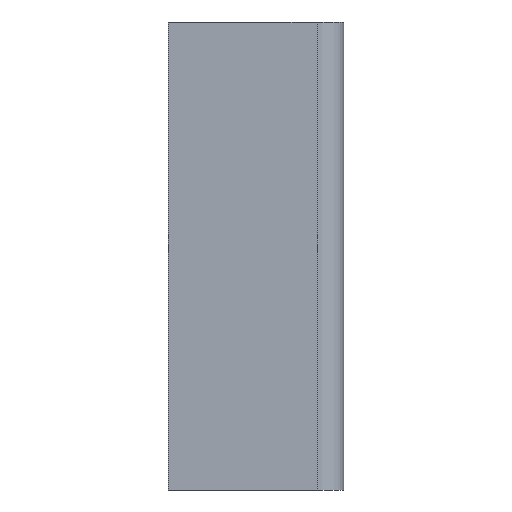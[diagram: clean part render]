
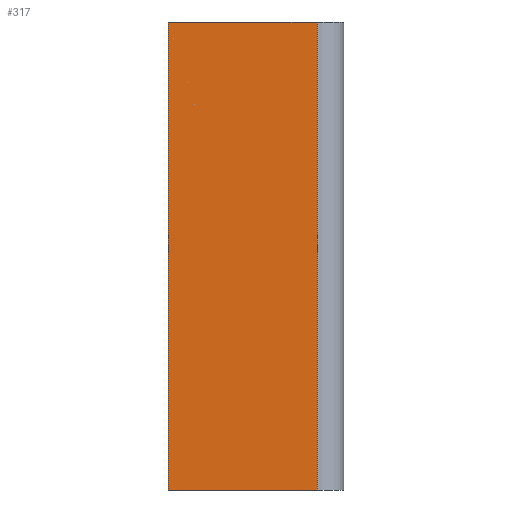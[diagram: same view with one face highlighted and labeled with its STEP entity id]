
A CAD part, left-side view. The second image highlights one B-rep face of the part: STEP entity #317.
In plain terms, the highlighted planar face has unit normal (-1, 0, 0).
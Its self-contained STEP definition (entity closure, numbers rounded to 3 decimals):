
#23=PLANE('',#367);
#39=FACE_OUTER_BOUND('',#59,.T.);
#59=EDGE_LOOP('',(#269,#270,#271,#272));
#82=LINE('',#525,#112);
#83=LINE('',#529,#113);
#87=LINE('',#541,#117);
#88=LINE('',#542,#118);
#112=VECTOR('',#428,10.);
#113=VECTOR('',#433,10.);
#117=VECTOR('',#447,10.);
#118=VECTOR('',#448,10.);
#161=VERTEX_POINT('',#522);
#162=VERTEX_POINT('',#524);
#163=VERTEX_POINT('',#528);
#166=VERTEX_POINT('',#540);
#197=EDGE_CURVE('',#162,#161,#82,.T.);
#199=EDGE_CURVE('',#162,#163,#83,.T.);
#205=EDGE_CURVE('',#166,#161,#87,.T.);
#206=EDGE_CURVE('',#166,#163,#88,.T.);
#269=ORIENTED_EDGE('',*,*,#199,.F.);
#270=ORIENTED_EDGE('',*,*,#197,.T.);
#271=ORIENTED_EDGE('',*,*,#205,.F.);
#272=ORIENTED_EDGE('',*,*,#206,.T.);
#317=ADVANCED_FACE('',(#39),#23,.T.);
#367=AXIS2_PLACEMENT_3D('',#539,#445,#446);
#428=DIRECTION('',(0.,1.,0.));
#433=DIRECTION('',(0.,0.,-1.));
#445=DIRECTION('center_axis',(-1.,0.,0.));
#446=DIRECTION('ref_axis',(0.,0.,1.));
#447=DIRECTION('',(0.,0.,1.));
#448=DIRECTION('',(0.,-1.,0.));
#522=CARTESIAN_POINT('',(0.,33.,88.));
#524=CARTESIAN_POINT('',(0.,5.,88.));
#525=CARTESIAN_POINT('',(0.,33.,88.));
#528=CARTESIAN_POINT('',(0.,5.,0.));
#529=CARTESIAN_POINT('',(0.,5.,0.));
#539=CARTESIAN_POINT('Origin',(0.,0.,0.));
#540=CARTESIAN_POINT('',(0.,33.,0.));
#541=CARTESIAN_POINT('',(0.,33.,0.));
#542=CARTESIAN_POINT('',(0.,33.,0.));
